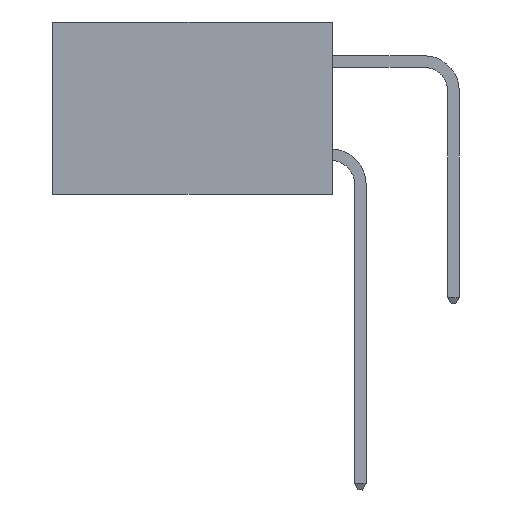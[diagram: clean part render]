
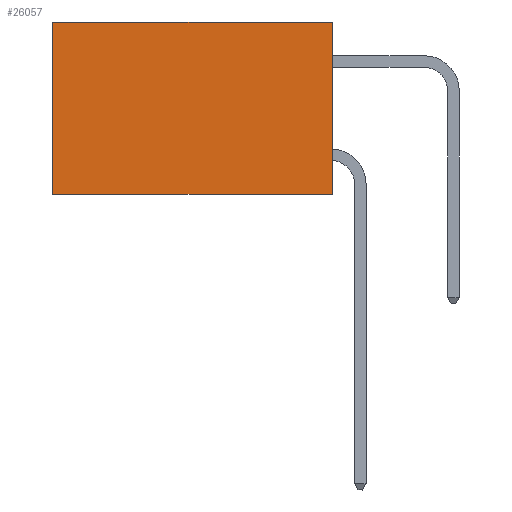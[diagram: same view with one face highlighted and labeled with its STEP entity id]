
A CAD part, left-side view. The second image highlights one B-rep face of the part: STEP entity #26057.
In plain terms, the highlighted planar face has unit normal (-1, 0, 0).
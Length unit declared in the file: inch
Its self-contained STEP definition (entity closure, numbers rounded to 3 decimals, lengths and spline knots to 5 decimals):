
#2668 = CARTESIAN_POINT ( 'NONE',  ( 0.298, 0., -0.37 ) ) ;
#2936 = ORIENTED_EDGE ( 'NONE', *, *, #28169, .F. ) ;
#2955 = VECTOR ( 'NONE', #11596, 39.37008 ) ;
#5950 = VERTEX_POINT ( 'NONE', #2668 ) ;
#6222 = DIRECTION ( 'NONE',  ( 0., 0., -1. ) ) ;
#6434 = EDGE_CURVE ( 'NONE', #16856, #5950, #9005, .T. ) ;
#6895 = CARTESIAN_POINT ( 'NONE',  ( 0.298, 0., 0. ) ) ;
#8186 = LINE ( 'NONE', #21847, #19338 ) ;
#8320 = DIRECTION ( 'NONE',  ( 1., 0., 0. ) ) ;
#9005 = LINE ( 'NONE', #6895, #2955 ) ;
#10842 = CARTESIAN_POINT ( 'NONE',  ( 0.298, 0.6, -0.37 ) ) ;
#11237 = EDGE_LOOP ( 'NONE', ( #15444, #2936, #15211, #13659 ) ) ;
#11596 = DIRECTION ( 'NONE',  ( 0., 0., -1. ) ) ;
#11934 = CARTESIAN_POINT ( 'NONE',  ( 0.298, 0., -0.37 ) ) ;
#11952 = VERTEX_POINT ( 'NONE', #21170 ) ;
#13659 = ORIENTED_EDGE ( 'NONE', *, *, #19894, .T. ) ;
#14141 = DIRECTION ( 'NONE',  ( 0., 1., 0. ) ) ;
#15168 = VECTOR ( 'NONE', #14141, 39.37008 ) ;
#15211 = ORIENTED_EDGE ( 'NONE', *, *, #6434, .F. ) ;
#15444 = ORIENTED_EDGE ( 'NONE', *, *, #24744, .T. ) ;
#15853 = LINE ( 'NONE', #11934, #15168 ) ;
#16101 = LINE ( 'NONE', #20041, #22026 ) ;
#16856 = VERTEX_POINT ( 'NONE', #20783 ) ;
#19338 = VECTOR ( 'NONE', #6222, 39.37008 ) ;
#19894 = EDGE_CURVE ( 'NONE', #16856, #11952, #16101, .T. ) ;
#20041 = CARTESIAN_POINT ( 'NONE',  ( 0.298, 0., 0. ) ) ;
#20783 = CARTESIAN_POINT ( 'NONE',  ( 0.298, 0., 0. ) ) ;
#21170 = CARTESIAN_POINT ( 'NONE',  ( 0.298, 0.6, 0. ) ) ;
#21686 = CARTESIAN_POINT ( 'NONE',  ( 0.298, 0., 0. ) ) ;
#21847 = CARTESIAN_POINT ( 'NONE',  ( 0.298, 0.6, 0. ) ) ;
#22026 = VECTOR ( 'NONE', #26668, 39.37008 ) ;
#22570 = AXIS2_PLACEMENT_3D ( 'NONE', #21686, #8320, #23917 ) ;
#23917 = DIRECTION ( 'NONE',  ( 0., 0., -1. ) ) ;
#24744 = EDGE_CURVE ( 'NONE', #11952, #26780, #8186, .T. ) ;
#26017 = PLANE ( 'NONE',  #22570 ) ;
#26057 = ADVANCED_FACE ( 'NONE', ( #27044 ), #26017, .F. ) ;
#26668 = DIRECTION ( 'NONE',  ( 0., 1., 0. ) ) ;
#26780 = VERTEX_POINT ( 'NONE', #10842 ) ;
#27044 = FACE_OUTER_BOUND ( 'NONE', #11237, .T. ) ;
#28169 = EDGE_CURVE ( 'NONE', #5950, #26780, #15853, .T. ) ;
